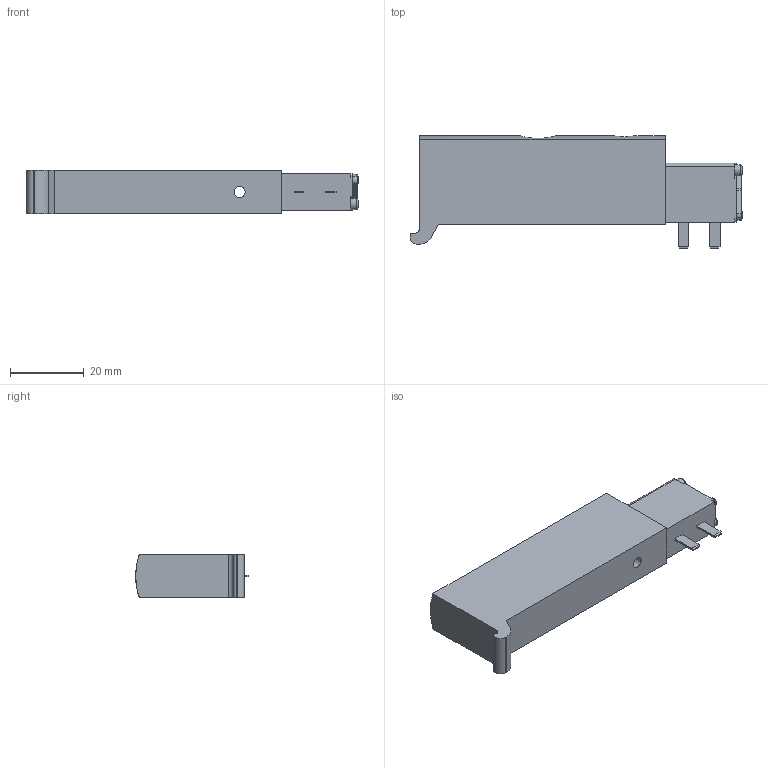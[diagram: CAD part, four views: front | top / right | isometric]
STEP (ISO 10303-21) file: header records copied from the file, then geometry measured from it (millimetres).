
FILE_DESCRIPTION(/* description */ ('STEP AP214'),/* implementation_level */ '2;1');
FILE_NAME(/* name */ '576001_VUVB-ST12-M32C-MZD-QX-1T1',/* time_stamp */ '2024-09-17T11:28:43+02:00',/* author */ ('License CC BY-ND 4.0'),/* organization */ ('CADENAS'),/* preprocessor_version */ 'ST-DEVELOPER v19.3',/* originating_system */ 'PARTsolutions',/* authorisation */ ' ');
FILE_SCHEMA (('AUTOMOTIVE_DESIGN {1 0 10303 214 3 1 1}'));
Length unit declared in the file: millimetre
Products named in the file (2): 576001 VUVB-ST12-M32C-MZD-QX-1T1---(-); 576001 VUVB-ST12-M32C-MZD-QX-1T1---(P)
Assembly tree (1 placements, depth 2):
  576001 VUVB-ST12-M32C-MZD-QX-1T1---(-)
    576001 VUVB-ST12-M32C-MZD-QX-1T1---(P)
Bounding box: 89.8 x 30.45 x 11.7 mm (x, y, z)
Volume: 20918.6 mm3; surface area: 7009.7 mm2
Topology: 1 solids, 1 shells, 80 faces, 193 edges, 125 vertices
Faces by surface type: plane 54, cylinder 23, torus 2, cone 1
Full cylindrical faces by diameter (mm): 3 x3, 6 x1, 8 x1, 9 x1, 10 x1
Entity records: 2335 total; most frequent: CARTESIAN_POINT 416, DIRECTION 392, ORIENTED_EDGE 364, EDGE_CURVE 182, LINE 132, VECTOR 132, AXIS2_PLACEMENT_3D 130, VERTEX_POINT 124
